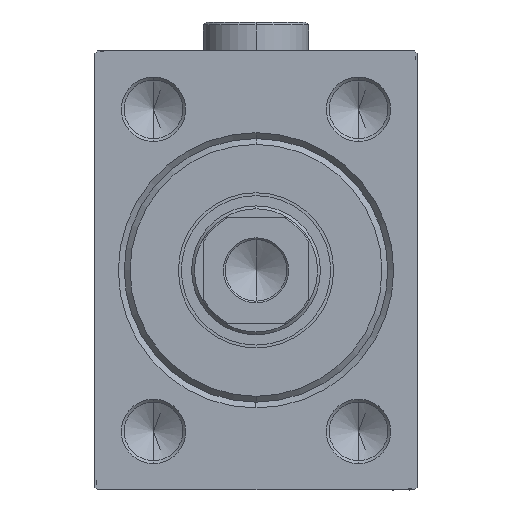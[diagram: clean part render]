
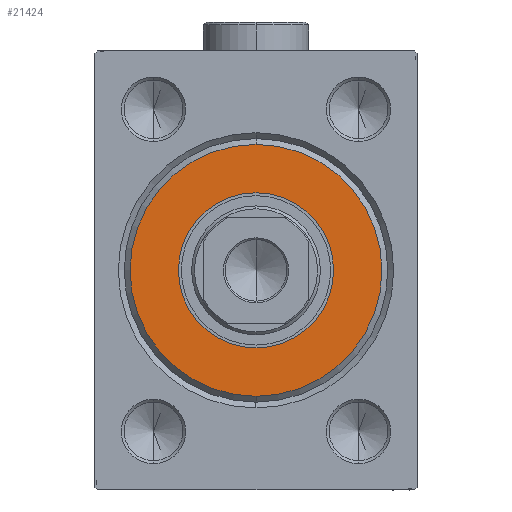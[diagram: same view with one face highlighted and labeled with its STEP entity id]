
A CAD part, left-side view. The second image highlights one B-rep face of the part: STEP entity #21424.
In plain terms, the highlighted face is planar.
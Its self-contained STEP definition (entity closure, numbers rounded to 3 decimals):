
#596 = CARTESIAN_POINT ( 'NONE',  ( 3., 0., -13.25 ) ) ;
#1841 = CARTESIAN_POINT ( 'NONE',  ( 3., 0., 0. ) ) ;
#5111 = DIRECTION ( 'NONE',  ( 0., 0., -1. ) ) ;
#5557 = AXIS2_PLACEMENT_3D ( 'NONE', #8234, #15590, #26180 ) ;
#5893 = DIRECTION ( 'NONE',  ( 0., 0., -1. ) ) ;
#6986 = VERTEX_POINT ( 'NONE', #40074 ) ;
#7862 = AXIS2_PLACEMENT_3D ( 'NONE', #1841, #34072, #12183 ) ;
#8234 = CARTESIAN_POINT ( 'NONE',  ( 3., 0., 0. ) ) ;
#9338 = CARTESIAN_POINT ( 'NONE',  ( 3., 0., 0. ) ) ;
#11116 = CARTESIAN_POINT ( 'NONE',  ( 3., 0., 0. ) ) ;
#11615 = ORIENTED_EDGE ( 'NONE', *, *, #20989, .F. ) ;
#12183 = DIRECTION ( 'NONE',  ( 0., 0., -1. ) ) ;
#12933 = AXIS2_PLACEMENT_3D ( 'NONE', #44922, #37775, #13106 ) ;
#13106 = DIRECTION ( 'NONE',  ( 0., 0., -1. ) ) ;
#15178 = CIRCLE ( 'NONE', #33576, 13.25 ) ;
#15393 = ORIENTED_EDGE ( 'NONE', *, *, #36757, .T. ) ;
#15590 = DIRECTION ( 'NONE',  ( 1., 0., 0. ) ) ;
#15640 = FACE_BOUND ( 'NONE', #23073, .T. ) ;
#15684 = CARTESIAN_POINT ( 'NONE',  ( 3., 0., 21.5 ) ) ;
#16547 = FACE_OUTER_BOUND ( 'NONE', #19110, .T. ) ;
#18750 = EDGE_CURVE ( 'NONE', #43735, #30431, #40133, .T. ) ;
#19110 = EDGE_LOOP ( 'NONE', ( #15393, #23753 ) ) ;
#19362 = EDGE_CURVE ( 'NONE', #6986, #42303, #43144, .T. ) ;
#20617 = AXIS2_PLACEMENT_3D ( 'NONE', #9338, #23405, #5893 ) ;
#20989 = EDGE_CURVE ( 'NONE', #30431, #43735, #15178, .T. ) ;
#21424 = ADVANCED_FACE ( 'NONE', ( #16547, #15640 ), #37308, .T. ) ;
#22387 = DIRECTION ( 'NONE',  ( 1., 0., 0. ) ) ;
#23073 = EDGE_LOOP ( 'NONE', ( #36410, #11615 ) ) ;
#23405 = DIRECTION ( 'NONE',  ( 1., 0., 0. ) ) ;
#23753 = ORIENTED_EDGE ( 'NONE', *, *, #19362, .T. ) ;
#26180 = DIRECTION ( 'NONE',  ( 0., 0., -1. ) ) ;
#30207 = CIRCLE ( 'NONE', #20617, 21.5 ) ;
#30431 = VERTEX_POINT ( 'NONE', #31734 ) ;
#31734 = CARTESIAN_POINT ( 'NONE',  ( 3., 0., 13.25 ) ) ;
#33576 = AXIS2_PLACEMENT_3D ( 'NONE', #11116, #22387, #5111 ) ;
#34072 = DIRECTION ( 'NONE',  ( 1., 0., 0. ) ) ;
#36410 = ORIENTED_EDGE ( 'NONE', *, *, #18750, .F. ) ;
#36757 = EDGE_CURVE ( 'NONE', #42303, #6986, #30207, .T. ) ;
#37308 = PLANE ( 'NONE',  #7862 ) ;
#37775 = DIRECTION ( 'NONE',  ( 1., 0., 0. ) ) ;
#40074 = CARTESIAN_POINT ( 'NONE',  ( 3., 0., -21.5 ) ) ;
#40133 = CIRCLE ( 'NONE', #5557, 13.25 ) ;
#42303 = VERTEX_POINT ( 'NONE', #15684 ) ;
#43144 = CIRCLE ( 'NONE', #12933, 21.5 ) ;
#43735 = VERTEX_POINT ( 'NONE', #596 ) ;
#44922 = CARTESIAN_POINT ( 'NONE',  ( 3., 0., 0. ) ) ;
